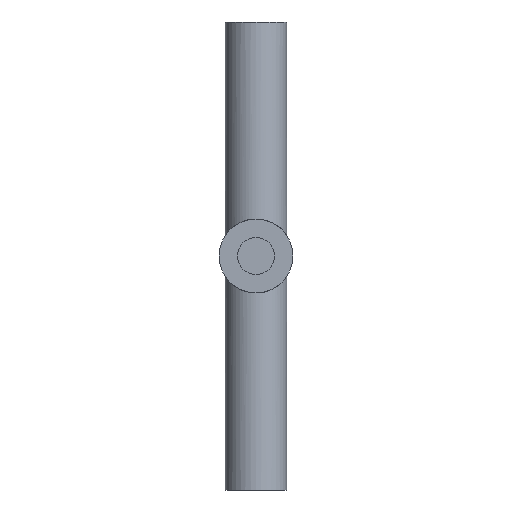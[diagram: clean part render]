
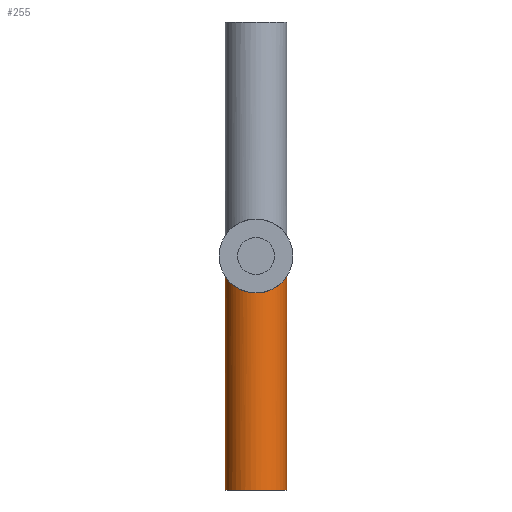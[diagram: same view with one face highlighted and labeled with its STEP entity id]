
A CAD part, front view. The second image highlights one B-rep face of the part: STEP entity #255.
In plain terms, the highlighted cylindrical face has radius 12.5 mm (diameter 25 mm), a partial arc.
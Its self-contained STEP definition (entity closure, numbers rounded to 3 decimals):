
#1 = CARTESIAN_POINT ( 'NONE',  ( -10.815, -6.314, -10.41 ) ) ;
#24 = CARTESIAN_POINT ( 'NONE',  ( -1.74, -12.386, -14.905 ) ) ;
#28 = EDGE_CURVE ( 'NONE', #43, #519, #153, .T. ) ;
#34 = CARTESIAN_POINT ( 'NONE',  ( 8.383, -9.281, -12.444 ) ) ;
#40 = CARTESIAN_POINT ( 'NONE',  ( 12.385, -1.746, -8.463 ) ) ;
#43 = VERTEX_POINT ( 'NONE', #104 ) ;
#44 = VECTOR ( 'NONE', #298, 1000. ) ;
#52 = CARTESIAN_POINT ( 'NONE',  ( -9.948, -7.578, -11.231 ) ) ;
#69 = CARTESIAN_POINT ( 'NONE',  ( -12.059, -3.397, -8.926 ) ) ;
#77 = VERTEX_POINT ( 'NONE', #216 ) ;
#85 = DIRECTION ( 'NONE',  ( 1., 0., 0. ) ) ;
#91 = CARTESIAN_POINT ( 'NONE',  ( -12.5, 0., 95. ) ) ;
#97 = CARTESIAN_POINT ( 'NONE',  ( 11.173, -5.618, -10.012 ) ) ;
#104 = CARTESIAN_POINT ( 'NONE',  ( -12.5, 0., -95. ) ) ;
#115 = CARTESIAN_POINT ( 'NONE',  ( -12.319, -2.162, -8.56 ) ) ;
#120 = CARTESIAN_POINT ( 'NONE',  ( -2.176, -12.317, -14.848 ) ) ;
#129 = CARTESIAN_POINT ( 'NONE',  ( 12.5, 0., -95. ) ) ;
#139 = EDGE_LOOP ( 'NONE', ( #336, #616, #522, #394, #382 ) ) ;
#141 = CARTESIAN_POINT ( 'NONE',  ( 0., 0., -95. ) ) ;
#143 = EDGE_CURVE ( 'NONE', #189, #77, #745, .T. ) ;
#145 = B_SPLINE_CURVE_WITH_KNOTS ( 'NONE', 3,
 ( #410, #281, #589, #468, #271, #166, #593, #330, #214, #222, #461, #583, #641, #34, #274, #523, #169, #780, #654, #97, #793, #725, #521, #645, #339, #597, #40, #527, #455, #705 ),
 .UNSPECIFIED., .F., .F.,
 ( 4, 2, 2, 2, 2, 2, 2, 2, 2, 2, 2, 2, 2, 2, 4 ),
 ( 0.063, 0.064, 0.065, 0.067, 0.068, 0.071, 0.072, 0.073, 0.076, 0.077, 0.078, 0.08, 0.081, 0.082, 0.084 ),
 .UNSPECIFIED. ) ;
#146 = DIRECTION ( 'NONE',  ( 0., 0., 1. ) ) ;
#153 = LINE ( 'NONE', #91, #387 ) ;
#166 = CARTESIAN_POINT ( 'NONE',  ( 3.013, -12.139, -14.701 ) ) ;
#169 = CARTESIAN_POINT ( 'NONE',  ( 9.957, -7.597, -11.235 ) ) ;
#179 = CARTESIAN_POINT ( 'NONE',  ( -4.248, -11.786, -14.409 ) ) ;
#189 = VERTEX_POINT ( 'NONE', #129 ) ;
#194 = CARTESIAN_POINT ( 'NONE',  ( 0., 0., 95. ) ) ;
#195 = AXIS2_PLACEMENT_3D ( 'NONE', #141, #380, #85 ) ;
#201 = CARTESIAN_POINT ( 'NONE',  ( -0.871, -12.477, -14.981 ) ) ;
#214 = CARTESIAN_POINT ( 'NONE',  ( 4.627, -11.62, -14.274 ) ) ;
#216 = CARTESIAN_POINT ( 'NONE',  ( 12.5, 0., -8.292 ) ) ;
#222 = CARTESIAN_POINT ( 'NONE',  ( 5.775, -11.117, -13.868 ) ) ;
#226 = CARTESIAN_POINT ( 'NONE',  ( -11.812, -4.168, -9.259 ) ) ;
#234 = CARTESIAN_POINT ( 'NONE',  ( -5.772, -11.095, -13.851 ) ) ;
#238 = CARTESIAN_POINT ( 'NONE',  ( -7.791, -9.807, -12.839 ) ) ;
#247 = CARTESIAN_POINT ( 'NONE',  ( 12.5, 0., 95. ) ) ;
#255 = ADVANCED_FACE ( 'NONE', ( #256 ), #563, .T. ) ;
#256 = FACE_OUTER_BOUND ( 'NONE', #139, .T. ) ;
#271 = CARTESIAN_POINT ( 'NONE',  ( 2.171, -12.318, -14.848 ) ) ;
#274 = CARTESIAN_POINT ( 'NONE',  ( 8.667, -9.016, -12.247 ) ) ;
#281 = CARTESIAN_POINT ( 'NONE',  ( 0.434, -12.5, -15. ) ) ;
#290 = CARTESIAN_POINT ( 'NONE',  ( -9.205, -8.466, -11.848 ) ) ;
#295 = CARTESIAN_POINT ( 'NONE',  ( -12.5, 0., -8.292 ) ) ;
#296 = CARTESIAN_POINT ( 'NONE',  ( -12.5, -0.438, -8.292 ) ) ;
#298 = DIRECTION ( 'NONE',  ( 0., 0., 1. ) ) ;
#313 = CARTESIAN_POINT ( 'NONE',  ( -12.5, 0., -8.292 ) ) ;
#330 = CARTESIAN_POINT ( 'NONE',  ( 4.231, -11.77, -14.397 ) ) ;
#336 = ORIENTED_EDGE ( 'NONE', *, *, #28, .F. ) ;
#338 = B_SPLINE_CURVE_WITH_KNOTS ( 'NONE', 3,
 ( #295, #296, #676, #431, #115, #69, #226, #601, #1, #605, #52, #546, #290, #549, #238, #539, #796, #234, #485, #179, #421, #120, #24, #201, #627, #573 ),
 .UNSPECIFIED., .F., .F.,
 ( 4, 2, 2, 2, 2, 2, 2, 2, 2, 2, 2, 2, 4 ),
 ( 0.042, 0.043, 0.044, 0.047, 0.05, 0.051, 0.052, 0.055, 0.056, 0.058, 0.06, 0.061, 0.063 ),
 .UNSPECIFIED. ) ;
#339 = CARTESIAN_POINT ( 'NONE',  ( 12.145, -2.987, -8.804 ) ) ;
#344 = CIRCLE ( 'NONE', #195, 12.5 ) ;
#380 = DIRECTION ( 'NONE',  ( 0., 0., 1. ) ) ;
#382 = ORIENTED_EDGE ( 'NONE', *, *, #511, .F. ) ;
#387 = VECTOR ( 'NONE', #457, 1000. ) ;
#394 = ORIENTED_EDGE ( 'NONE', *, *, #432, .F. ) ;
#400 = EDGE_CURVE ( 'NONE', #43, #189, #344, .T. ) ;
#410 = CARTESIAN_POINT ( 'NONE',  ( 0., -12.5, -15. ) ) ;
#421 = CARTESIAN_POINT ( 'NONE',  ( -3.444, -12.047, -14.625 ) ) ;
#431 = CARTESIAN_POINT ( 'NONE',  ( -12.387, -1.733, -8.46 ) ) ;
#432 = EDGE_CURVE ( 'NONE', #588, #77, #145, .T. ) ;
#452 = AXIS2_PLACEMENT_3D ( 'NONE', #194, #146, #634 ) ;
#455 = CARTESIAN_POINT ( 'NONE',  ( 12.5, -0.442, -8.292 ) ) ;
#457 = DIRECTION ( 'NONE',  ( 0., 0., 1. ) ) ;
#461 = CARTESIAN_POINT ( 'NONE',  ( 6.482, -10.718, -13.548 ) ) ;
#468 = CARTESIAN_POINT ( 'NONE',  ( 1.738, -12.386, -14.905 ) ) ;
#485 = CARTESIAN_POINT ( 'NONE',  ( -5.402, -11.28, -14. ) ) ;
#502 = CARTESIAN_POINT ( 'NONE',  ( 0., -12.5, -15. ) ) ;
#511 = EDGE_CURVE ( 'NONE', #519, #588, #338, .T. ) ;
#519 = VERTEX_POINT ( 'NONE', #313 ) ;
#521 = CARTESIAN_POINT ( 'NONE',  ( 11.792, -4.168, -9.273 ) ) ;
#522 = ORIENTED_EDGE ( 'NONE', *, *, #143, .T. ) ;
#523 = CARTESIAN_POINT ( 'NONE',  ( 9.475, -8.19, -11.648 ) ) ;
#527 = CARTESIAN_POINT ( 'NONE',  ( 12.476, -0.885, -8.328 ) ) ;
#539 = CARTESIAN_POINT ( 'NONE',  ( -6.817, -10.485, -13.367 ) ) ;
#546 = CARTESIAN_POINT ( 'NONE',  ( -9.463, -8.176, -11.643 ) ) ;
#549 = CARTESIAN_POINT ( 'NONE',  ( -8.386, -9.302, -12.455 ) ) ;
#563 = CYLINDRICAL_SURFACE ( 'NONE', #452, 12.5 ) ;
#573 = CARTESIAN_POINT ( 'NONE',  ( 0., -12.5, -15. ) ) ;
#583 = CARTESIAN_POINT ( 'NONE',  ( 7.468, -10.032, -13.014 ) ) ;
#588 = VERTEX_POINT ( 'NONE', #502 ) ;
#589 = CARTESIAN_POINT ( 'NONE',  ( 0.868, -12.477, -14.981 ) ) ;
#593 = CARTESIAN_POINT ( 'NONE',  ( 3.424, -12.029, -14.61 ) ) ;
#597 = CARTESIAN_POINT ( 'NONE',  ( 12.318, -2.165, -8.561 ) ) ;
#601 = CARTESIAN_POINT ( 'NONE',  ( -11.186, -5.636, -10.006 ) ) ;
#605 = CARTESIAN_POINT ( 'NONE',  ( -10.176, -7.27, -11.025 ) ) ;
#616 = ORIENTED_EDGE ( 'NONE', *, *, #400, .T. ) ;
#627 = CARTESIAN_POINT ( 'NONE',  ( -0.435, -12.5, -15. ) ) ;
#634 = DIRECTION ( 'NONE',  ( 1., 0., 0. ) ) ;
#641 = CARTESIAN_POINT ( 'NONE',  ( 7.784, -9.788, -12.827 ) ) ;
#645 = CARTESIAN_POINT ( 'NONE',  ( 12.038, -3.392, -8.951 ) ) ;
#654 = CARTESIAN_POINT ( 'NONE',  ( 10.803, -6.301, -10.41 ) ) ;
#676 = CARTESIAN_POINT ( 'NONE',  ( -12.477, -0.872, -8.326 ) ) ;
#705 = CARTESIAN_POINT ( 'NONE',  ( 12.5, 0., -8.292 ) ) ;
#725 = CARTESIAN_POINT ( 'NONE',  ( 11.652, -4.542, -9.449 ) ) ;
#745 = LINE ( 'NONE', #247, #44 ) ;
#780 = CARTESIAN_POINT ( 'NONE',  ( 10.601, -6.634, -10.616 ) ) ;
#793 = CARTESIAN_POINT ( 'NONE',  ( 11.343, -5.267, -9.818 ) ) ;
#796 = CARTESIAN_POINT ( 'NONE',  ( -6.479, -10.698, -13.534 ) ) ;
